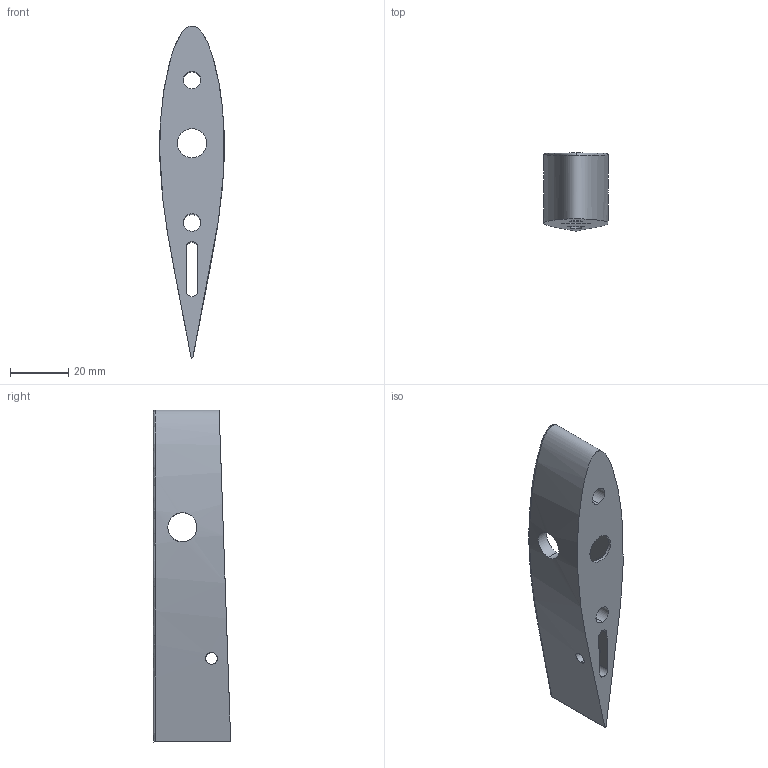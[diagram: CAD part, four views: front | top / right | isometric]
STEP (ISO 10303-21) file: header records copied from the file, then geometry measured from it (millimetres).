
FILE_DESCRIPTION (( 'STEP AP214' ), '1' );
FILE_NAME ('pied_mat_ext_usi.STEP', '2021-01-23T09:04:58', ( '' ), ( '' ), 'SwSTEP 2.0', 'SolidWorks 2019', '' );
FILE_SCHEMA (( 'AUTOMOTIVE_DESIGN' ));
Length unit declared in the file: millimetre
Products named in the file (1): pied_mat_ext_usi
Bounding box: 22.21 x 26.58 x 113.96 mm (x, y, z)
Volume: 16243.4 mm3; surface area: 13160.8 mm2
Topology: 1 solids, 1 shells, 47 faces, 162 edges, 118 vertices
Faces by surface type: cylinder 29, plane 11, bspline 7
Entity records: 2783 total; most frequent: CARTESIAN_POINT 1430, ORIENTED_EDGE 324, DIRECTION 211, EDGE_CURVE 162, VERTEX_POINT 118, AXIS2_PLACEMENT_3D 77, EDGE_LOOP 64, VECTOR 57
